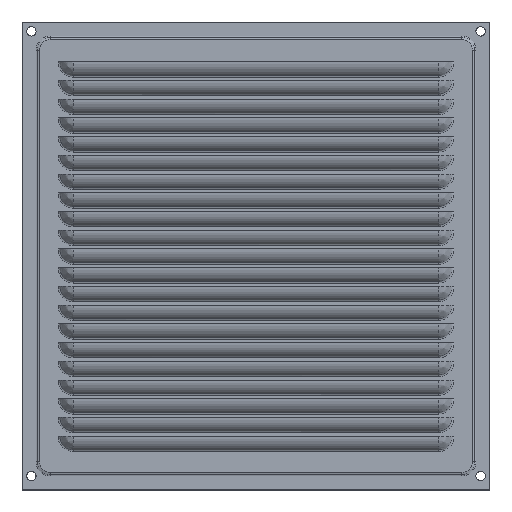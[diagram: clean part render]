
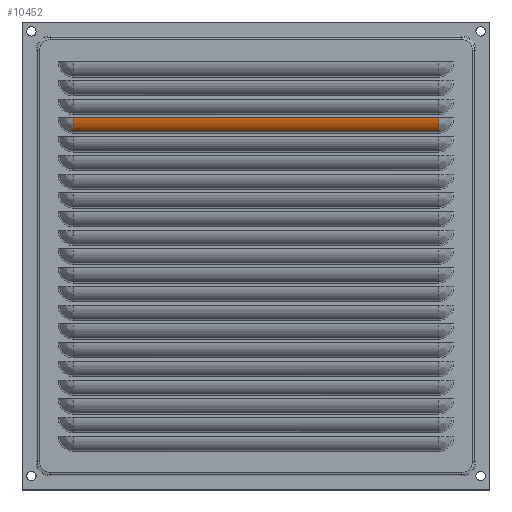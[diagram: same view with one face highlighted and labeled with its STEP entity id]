
A CAD part, top view. The second image highlights one B-rep face of the part: STEP entity #10452.
In plain terms, the highlighted free-form (B-spline) face has degree [2, 1] with [3, 2] control points.
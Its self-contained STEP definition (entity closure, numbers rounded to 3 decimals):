
#6180 = VERTEX_POINT('',#6181);
#6181 = CARTESIAN_POINT('',(-66.394,50.221,
    3.83));
#6187 = EDGE_CURVE('',#6180,#6188,#6190,.T.);
#6188 = VERTEX_POINT('',#6189);
#6189 = CARTESIAN_POINT('',(66.394,50.221,
    3.83));
#6190 = B_SPLINE_CURVE_WITH_KNOTS('',1,(#6191,#6192),.UNSPECIFIED.,.F.,
  .F.,(2,2),(0.,156.),.PIECEWISE_BEZIER_KNOTS.);
#6191 = CARTESIAN_POINT('',(-66.394,50.221,
    3.83));
#6192 = CARTESIAN_POINT('',(66.394,50.221,
    3.83));
#6232 = VERTEX_POINT('',#6233);
#6233 = CARTESIAN_POINT('',(66.394,45.347,
    1.229));
#6261 = VERTEX_POINT('',#6262);
#6262 = CARTESIAN_POINT('',(-66.394,45.347,
    1.229));
#6268 = EDGE_CURVE('',#6261,#6232,#6269,.T.);
#6269 = B_SPLINE_CURVE_WITH_KNOTS('',1,(#6270,#6271),.UNSPECIFIED.,.F.,
  .F.,(2,2),(0.,156.),.PIECEWISE_BEZIER_KNOTS.);
#6270 = CARTESIAN_POINT('',(-66.394,45.347,
    1.229));
#6271 = CARTESIAN_POINT('',(66.394,45.347,
    1.229));
#10437 = EDGE_CURVE('',#6180,#6261,#10438,.T.);
#10438 = ( BOUNDED_CURVE() B_SPLINE_CURVE(2,(#10439,#10440,#10441),
.UNSPECIFIED.,.F.,.F.) B_SPLINE_CURVE_WITH_KNOTS((3,3),(0.,
0.981),.PIECEWISE_BEZIER_KNOTS.) CURVE() 
GEOMETRIC_REPRESENTATION_ITEM() RATIONAL_B_SPLINE_CURVE((1.,
0.882,1.)) REPRESENTATION_ITEM('') );
#10439 = CARTESIAN_POINT('',(-66.394,50.221,
    3.83));
#10440 = CARTESIAN_POINT('',(-66.394,47.09,
    3.83));
#10441 = CARTESIAN_POINT('',(-66.394,45.347,
    1.229));
#10452 = ADVANCED_FACE('',(#10453),#10464,.T.);
#10453 = FACE_BOUND('',#10454,.T.);
#10454 = EDGE_LOOP('',(#10455,#10456,#10457,#10463));
#10455 = ORIENTED_EDGE('',*,*,#10437,.T.);
#10456 = ORIENTED_EDGE('',*,*,#6268,.T.);
#10457 = ORIENTED_EDGE('',*,*,#10458,.T.);
#10458 = EDGE_CURVE('',#6232,#6188,#10459,.T.);
#10459 = ( BOUNDED_CURVE() B_SPLINE_CURVE(2,(#10460,#10461,#10462),
.UNSPECIFIED.,.F.,.F.) B_SPLINE_CURVE_WITH_KNOTS((3,3),(0.,
0.981),.PIECEWISE_BEZIER_KNOTS.) CURVE() 
GEOMETRIC_REPRESENTATION_ITEM() RATIONAL_B_SPLINE_CURVE((1.,
0.882,1.)) REPRESENTATION_ITEM('') );
#10460 = CARTESIAN_POINT('',(66.394,45.347,
    1.229));
#10461 = CARTESIAN_POINT('',(66.394,47.09,
    3.83));
#10462 = CARTESIAN_POINT('',(66.394,50.221,
    3.83));
#10463 = ORIENTED_EDGE('',*,*,#6187,.F.);
#10464 = ( BOUNDED_SURFACE() B_SPLINE_SURFACE(2,1,(
    (#10465,#10466)
    ,(#10467,#10468)
    ,(#10469,#10470
)),.UNSPECIFIED.,.F.,.F.,.F.) B_SPLINE_SURFACE_WITH_KNOTS((3,3),(2,2),(
    0.,0.981),(0.,156.),.PIECEWISE_BEZIER_KNOTS.) 
GEOMETRIC_REPRESENTATION_ITEM() RATIONAL_B_SPLINE_SURFACE((
    (1.,1.)
    ,(0.882,0.882)
,(1.,1.))) REPRESENTATION_ITEM('') SURFACE() );
#10465 = CARTESIAN_POINT('',(-66.394,50.221,
    3.83));
#10466 = CARTESIAN_POINT('',(66.394,50.221,
    3.83));
#10467 = CARTESIAN_POINT('',(-66.394,47.09,
    3.83));
#10468 = CARTESIAN_POINT('',(66.394,47.09,
    3.83));
#10469 = CARTESIAN_POINT('',(-66.394,45.347,
    1.229));
#10470 = CARTESIAN_POINT('',(66.394,45.347,
    1.229));
